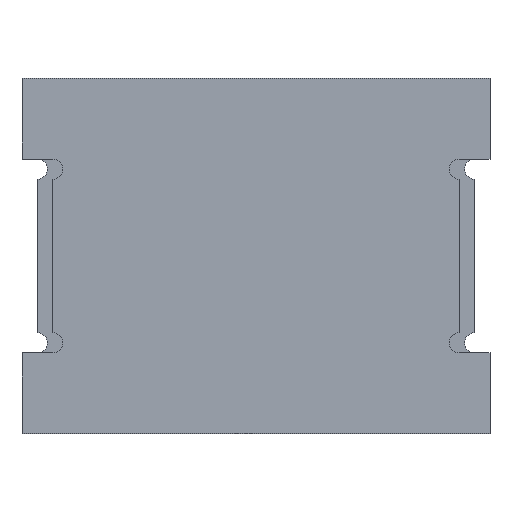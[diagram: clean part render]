
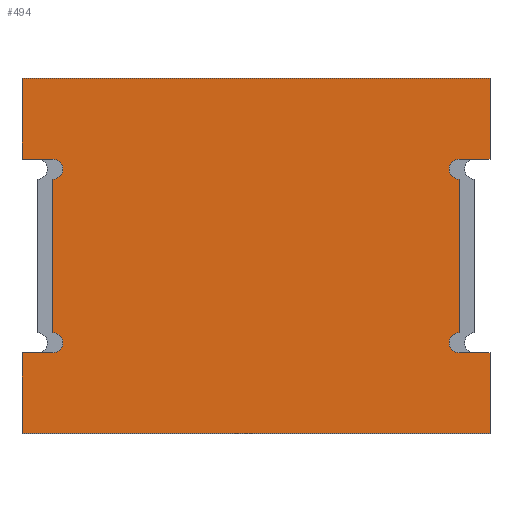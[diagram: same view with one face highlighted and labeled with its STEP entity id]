
A CAD part, top view. The second image highlights one B-rep face of the part: STEP entity #494.
In plain terms, the highlighted planar face has unit normal (0, 0, 1).
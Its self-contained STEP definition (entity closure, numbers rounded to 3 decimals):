
#28=CIRCLE('',#536,1.55);
#29=CIRCLE('',#537,1.55);
#30=CIRCLE('',#538,1.55);
#31=CIRCLE('',#539,1.55);
#60=ORIENTED_EDGE('',*,*,#204,.F.);
#61=ORIENTED_EDGE('',*,*,#188,.F.);
#62=ORIENTED_EDGE('',*,*,#205,.F.);
#63=ORIENTED_EDGE('',*,*,#198,.F.);
#64=ORIENTED_EDGE('',*,*,#206,.F.);
#65=ORIENTED_EDGE('',*,*,#207,.F.);
#66=ORIENTED_EDGE('',*,*,#208,.F.);
#67=ORIENTED_EDGE('',*,*,#209,.F.);
#68=ORIENTED_EDGE('',*,*,#210,.F.);
#69=ORIENTED_EDGE('',*,*,#200,.F.);
#70=ORIENTED_EDGE('',*,*,#211,.F.);
#71=ORIENTED_EDGE('',*,*,#194,.F.);
#72=ORIENTED_EDGE('',*,*,#212,.F.);
#73=ORIENTED_EDGE('',*,*,#213,.F.);
#74=ORIENTED_EDGE('',*,*,#214,.F.);
#75=ORIENTED_EDGE('',*,*,#215,.F.);
#188=EDGE_CURVE('',#260,#261,#308,.T.);
#194=EDGE_CURVE('',#266,#267,#314,.T.);
#198=EDGE_CURVE('',#270,#271,#318,.T.);
#200=EDGE_CURVE('',#272,#273,#320,.T.);
#204=EDGE_CURVE('',#261,#276,#324,.T.);
#205=EDGE_CURVE('',#271,#260,#325,.T.);
#206=EDGE_CURVE('',#277,#270,#326,.T.);
#207=EDGE_CURVE('',#278,#277,#28,.T.);
#208=EDGE_CURVE('',#279,#278,#327,.T.);
#209=EDGE_CURVE('',#280,#279,#29,.T.);
#210=EDGE_CURVE('',#273,#280,#328,.T.);
#211=EDGE_CURVE('',#267,#272,#329,.T.);
#212=EDGE_CURVE('',#281,#266,#330,.T.);
#213=EDGE_CURVE('',#282,#281,#30,.T.);
#214=EDGE_CURVE('',#283,#282,#331,.T.);
#215=EDGE_CURVE('',#276,#283,#31,.T.);
#260=VERTEX_POINT('',#718);
#261=VERTEX_POINT('',#719);
#266=VERTEX_POINT('',#730);
#267=VERTEX_POINT('',#732);
#270=VERTEX_POINT('',#739);
#271=VERTEX_POINT('',#741);
#272=VERTEX_POINT('',#745);
#273=VERTEX_POINT('',#746);
#276=VERTEX_POINT('',#754);
#277=VERTEX_POINT('',#757);
#278=VERTEX_POINT('',#759);
#279=VERTEX_POINT('',#761);
#280=VERTEX_POINT('',#763);
#281=VERTEX_POINT('',#767);
#282=VERTEX_POINT('',#769);
#283=VERTEX_POINT('',#771);
#308=LINE('',#717,#364);
#314=LINE('',#731,#370);
#318=LINE('',#740,#374);
#320=LINE('',#744,#376);
#324=LINE('',#753,#380);
#325=LINE('',#755,#381);
#326=LINE('',#756,#382);
#327=LINE('',#760,#383);
#328=LINE('',#764,#384);
#329=LINE('',#765,#385);
#330=LINE('',#766,#386);
#331=LINE('',#770,#387);
#364=VECTOR('',#577,1000.);
#370=VECTOR('',#585,1000.);
#374=VECTOR('',#591,1000.);
#376=VECTOR('',#595,1000.);
#380=VECTOR('',#601,1000.);
#381=VECTOR('',#602,1000.);
#382=VECTOR('',#603,1000.);
#383=VECTOR('',#606,1000.);
#384=VECTOR('',#609,1000.);
#385=VECTOR('',#610,1000.);
#386=VECTOR('',#611,1000.);
#387=VECTOR('',#614,1000.);
#424=EDGE_LOOP('',(#60,#61,#62,#63,#64,#65,#66,#67,#68,#69,#70,#71,#72,
#73,#74,#75));
#450=FACE_BOUND('',#424,.T.);
#476=PLANE('',#535);
#494=ADVANCED_FACE('',(#450),#476,.F.);
#535=AXIS2_PLACEMENT_3D('',#752,#599,#600);
#536=AXIS2_PLACEMENT_3D('',#758,#604,#605);
#537=AXIS2_PLACEMENT_3D('',#762,#607,#608);
#538=AXIS2_PLACEMENT_3D('',#768,#612,#613);
#539=AXIS2_PLACEMENT_3D('',#772,#615,#616);
#577=DIRECTION('',(0.,-1.,0.));
#585=DIRECTION('',(0.,-1.,0.));
#591=DIRECTION('',(0.,1.,0.));
#595=DIRECTION('',(0.,1.,0.));
#599=DIRECTION('',(0.,0.,-1.));
#600=DIRECTION('',(-1.,0.,0.));
#601=DIRECTION('',(-1.,0.,0.));
#602=DIRECTION('',(1.,0.,0.));
#603=DIRECTION('',(-1.,0.,0.));
#604=DIRECTION('',(0.,0.,1.));
#605=DIRECTION('',(-1.,0.,0.));
#606=DIRECTION('',(0.,1.,0.));
#607=DIRECTION('',(0.,0.,1.));
#608=DIRECTION('',(-1.,0.,0.));
#609=DIRECTION('',(1.,0.,0.));
#610=DIRECTION('',(-1.,0.,0.));
#611=DIRECTION('',(1.,0.,0.));
#612=DIRECTION('',(0.,0.,1.));
#613=DIRECTION('',(1.,0.,0.));
#614=DIRECTION('',(0.,-1.,0.));
#615=DIRECTION('',(0.,0.,1.));
#616=DIRECTION('',(1.,0.,0.));
#717=CARTESIAN_POINT('',(36.25,27.5,4.8));
#718=CARTESIAN_POINT('',(36.25,27.5,4.8));
#719=CARTESIAN_POINT('',(36.25,15.,4.8));
#730=CARTESIAN_POINT('',(36.25,-15.,4.8));
#731=CARTESIAN_POINT('',(36.25,27.5,4.8));
#732=CARTESIAN_POINT('',(36.25,-27.5,4.8));
#739=CARTESIAN_POINT('',(-36.25,15.,4.8));
#740=CARTESIAN_POINT('',(-36.25,-27.5,4.8));
#741=CARTESIAN_POINT('',(-36.25,27.5,4.8));
#744=CARTESIAN_POINT('',(-36.25,-27.5,4.8));
#745=CARTESIAN_POINT('',(-36.25,-27.5,4.8));
#746=CARTESIAN_POINT('',(-36.25,-15.,4.8));
#752=CARTESIAN_POINT('',(0.,0.,4.8));
#753=CARTESIAN_POINT('',(33.85,15.,4.8));
#754=CARTESIAN_POINT('',(31.45,15.,4.8));
#755=CARTESIAN_POINT('',(-36.25,27.5,4.8));
#756=CARTESIAN_POINT('',(-33.85,15.,4.8));
#757=CARTESIAN_POINT('',(-31.45,15.,4.8));
#758=CARTESIAN_POINT('',(-31.45,13.45,4.8));
#759=CARTESIAN_POINT('',(-31.45,11.9,4.8));
#760=CARTESIAN_POINT('',(-31.45,-11.9,4.8));
#761=CARTESIAN_POINT('',(-31.45,-11.9,4.8));
#762=CARTESIAN_POINT('',(-31.45,-13.45,4.8));
#763=CARTESIAN_POINT('',(-31.45,-15.,4.8));
#764=CARTESIAN_POINT('',(-33.85,-15.,4.8));
#765=CARTESIAN_POINT('',(36.25,-27.5,4.8));
#766=CARTESIAN_POINT('',(31.45,-15.,4.8));
#767=CARTESIAN_POINT('',(31.45,-15.,4.8));
#768=CARTESIAN_POINT('',(31.45,-13.45,4.8));
#769=CARTESIAN_POINT('',(31.45,-11.9,4.8));
#770=CARTESIAN_POINT('',(31.45,11.9,4.8));
#771=CARTESIAN_POINT('',(31.45,11.9,4.8));
#772=CARTESIAN_POINT('',(31.45,13.45,4.8));
